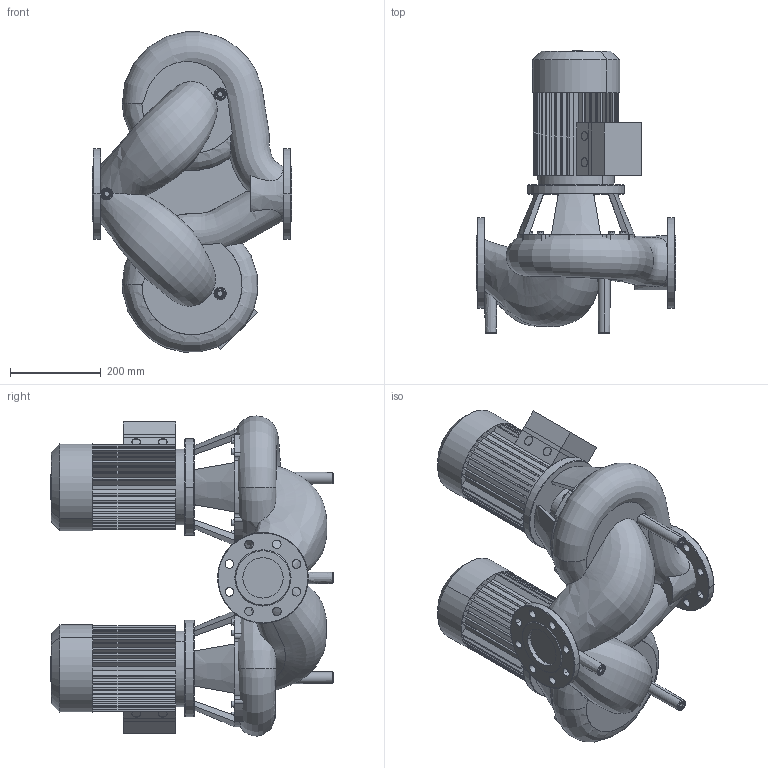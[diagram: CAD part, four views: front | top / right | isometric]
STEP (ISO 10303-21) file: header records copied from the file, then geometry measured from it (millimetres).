
FILE_DESCRIPTION((''),'2;1');
FILE_NAME('3d_DL80_160-1_5_4-2120964.stp','2016-05-24T12:40:37',(''),(''),'Mechanical Desktop 2009','Mechanical Desktop 2009',', , ');
FILE_SCHEMA(('CONFIG_CONTROL_DESIGN'));
Length unit declared in the file: millimetre
Products named in the file (1): Product
Bounding box: 440 x 623 x 706.24 mm (x, y, z)
Volume: 47455627.9 mm3; surface area: 2350039.1 mm2
Topology: 17 solids, 17 shells, 779 faces, 2115 edges, 1403 vertices
Faces by surface type: bspline 329, plane 252, cylinder 180, cone 14, torus 4
Entity records: 47317 total; most frequent: CARTESIAN_POINT 28193, ORIENTED_EDGE 4222, DIRECTION 3558, EDGE_CURVE 2111, VERTEX_POINT 1401, AXIS2_PLACEMENT_3D 1187, VECTOR 1184, LINE 1184
